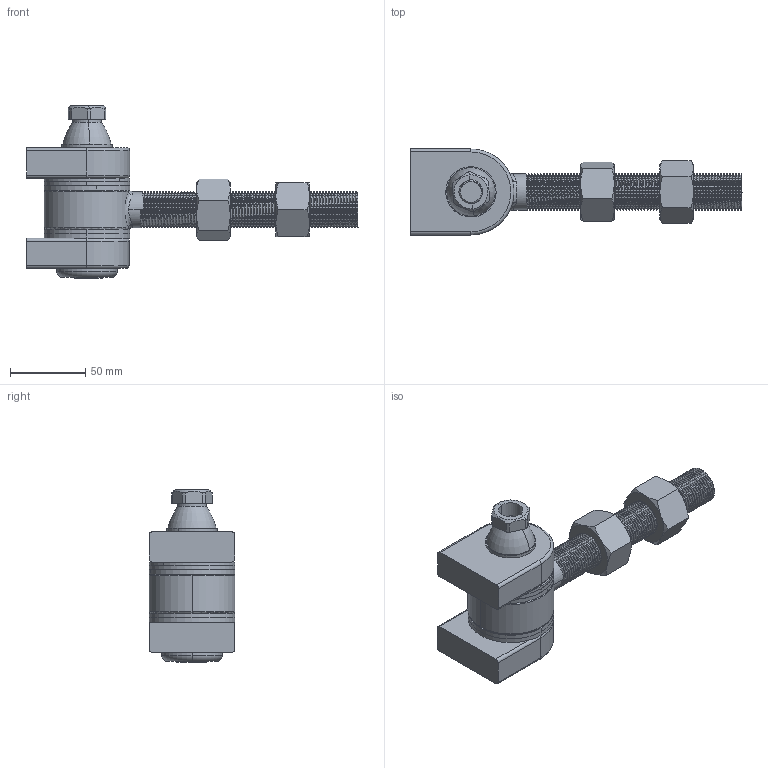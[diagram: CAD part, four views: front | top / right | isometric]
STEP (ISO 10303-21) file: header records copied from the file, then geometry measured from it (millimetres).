
FILE_DESCRIPTION (( 'STEP AP203' ), '1' );
FILE_NAME ('SH 25 - Superhinge.STEP', '2020-02-20T10:50:35', ( '' ), ( '' ), 'SwSTEP 2.0', 'SolidWorks 2016', '' );
FILE_SCHEMA (( 'CONFIG_CONTROL_DESIGN' ));
Length unit declared in the file: millimetre
Products named in the file (1): SH 25 - Superhinge
Bounding box: 220.5 x 57 x 114.44 mm (x, y, z)
Volume: 324898.1 mm3; surface area: 102737.9 mm2
Topology: 16 solids, 16 shells, 375 faces, 954 edges, 613 vertices
Faces by surface type: cylinder 238, plane 72, cone 39, torus 16, bspline 10
Entity records: 27665 total; most frequent: CARTESIAN_POINT 19491, ORIENTED_EDGE 1908, DIRECTION 1498, EDGE_CURVE 954, VERTEX_POINT 613, AXIS2_PLACEMENT_3D 584, EDGE_LOOP 403, FACE_OUTER_BOUND 375
